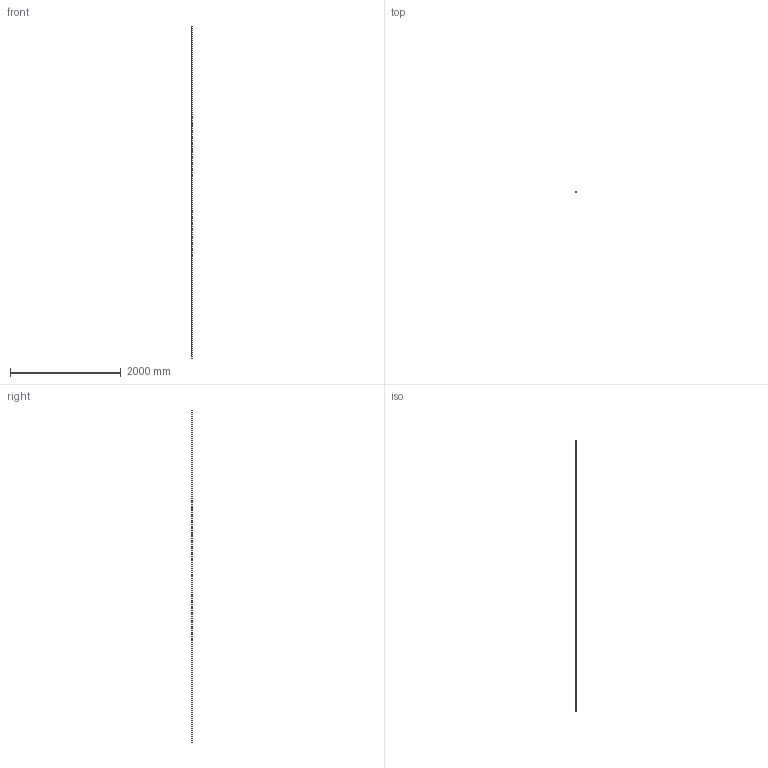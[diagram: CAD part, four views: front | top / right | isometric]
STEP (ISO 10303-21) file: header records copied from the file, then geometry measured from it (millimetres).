
FILE_DESCRIPTION (( 'STEP AP203' ), '1' );
FILE_NAME ('55099-240.step', '2024-04-29T09:33:46', ( '' ), ( '' ), 'SwSTEP 2.0', 'SolidWorks 2018', '' );
FILE_SCHEMA (( 'CONFIG_CONTROL_DESIGN' ));
Length unit declared in the file: millimetre
Products named in the file (1): 55099-240
Bounding box: 15.91 x 15.96 x 6000 mm (x, y, z)
Volume: 527787.3 mm3; surface area: 527970.9 mm2
Topology: 1 solids, 1 shells, 273 faces, 735 edges, 490 vertices
Faces by surface type: bspline 126, plane 119, cylinder 28
Full cylindrical faces by diameter (mm): 12 x1, 16 x1
Entity records: 13393 total; most frequent: CARTESIAN_POINT 7316, ORIENTED_EDGE 1466, DIRECTION 853, EDGE_CURVE 733, VERTEX_POINT 490, VECTOR 345, LINE 345, EDGE_LOOP 303
